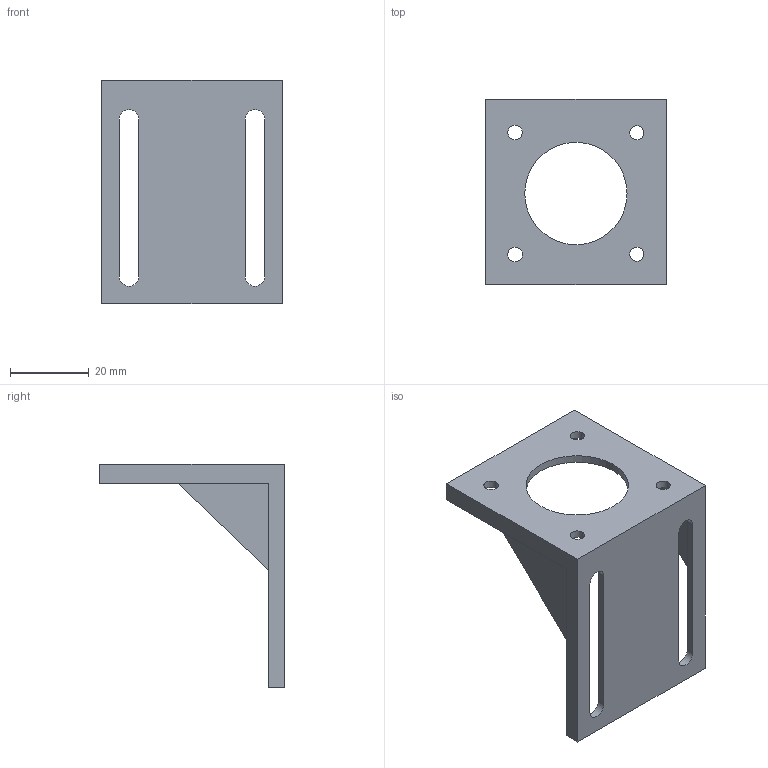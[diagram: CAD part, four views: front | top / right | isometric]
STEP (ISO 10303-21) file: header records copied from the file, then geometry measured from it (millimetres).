
FILE_DESCRIPTION(/* description */ (''),/* implementation_level */ '2;1');
FILE_NAME(/* name */ 'Nema 17 bracket.step',/* time_stamp */ '2025-07-22T13:38:58+08:00',/* author */ (''),/* organization */ (''),/* preprocessor_version */ 'ST-DEVELOPER v20.1',/* originating_system */ 'Autodesk Translation Framework v14.10.0.0',/* authorisation */ '');
FILE_SCHEMA (('AUTOMOTIVE_DESIGN { 1 0 10303 214 3 1 1 }'));
Length unit declared in the file: millimetre
Products named in the file (2): (Unsaved); Nema 17 Bracket
Assembly tree (1 placements, depth 2):
  (Unsaved)
    Nema 17 Bracket
Bounding box: 46.06 x 47.13 x 57 mm (x, y, z)
Volume: 9372.7 mm3; surface area: 10556.4 mm2
Topology: 1 solids, 1 shells, 33 faces, 91 edges, 60 vertices
Faces by surface type: plane 24, cylinder 9
Full cylindrical faces by diameter (mm): 3.584 x1, 3.613 x1, 3.69 x1, 3.733 x1, 26.077 x1
Entity records: 1128 total; most frequent: CARTESIAN_POINT 187, ORIENTED_EDGE 182, DIRECTION 181, EDGE_CURVE 91, LINE 73, VECTOR 73, VERTEX_POINT 60, AXIS2_PLACEMENT_3D 54
